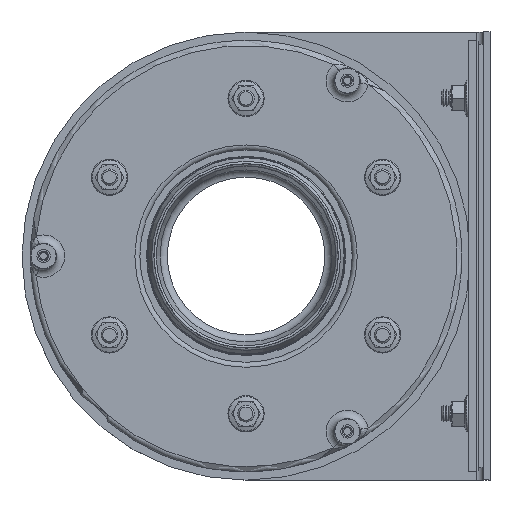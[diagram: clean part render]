
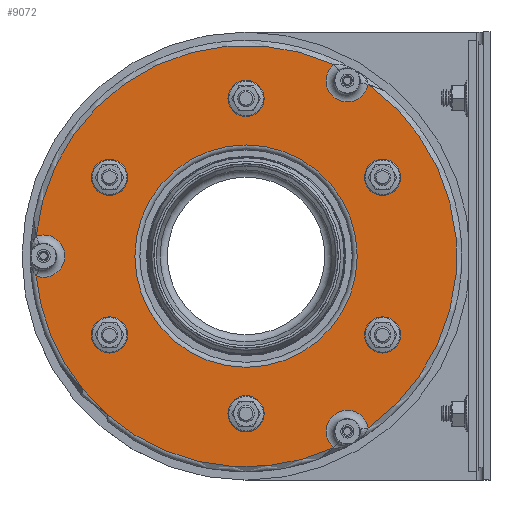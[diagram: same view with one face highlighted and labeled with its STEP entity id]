
A CAD part, top view. The second image highlights one B-rep face of the part: STEP entity #9072.
In plain terms, the highlighted planar face has unit normal (0, 0, 1).
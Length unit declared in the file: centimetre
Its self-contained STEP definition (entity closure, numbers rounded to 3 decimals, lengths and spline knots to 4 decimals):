
#270=FACE_BOUND('',#1691,.T.);
#271=FACE_BOUND('',#1692,.T.);
#272=FACE_BOUND('',#1693,.T.);
#273=FACE_BOUND('',#1694,.T.);
#274=FACE_BOUND('',#1695,.T.);
#275=FACE_BOUND('',#1696,.T.);
#276=FACE_BOUND('',#1697,.T.);
#481=PLANE('',#10115);
#1018=FACE_OUTER_BOUND('',#1690,.T.);
#1690=EDGE_LOOP('',(#7387,#7388,#7389,#7390,#7391,#7392,#7393));
#1691=EDGE_LOOP('',(#7394));
#1692=EDGE_LOOP('',(#7395));
#1693=EDGE_LOOP('',(#7396));
#1694=EDGE_LOOP('',(#7397));
#1695=EDGE_LOOP('',(#7398));
#1696=EDGE_LOOP('',(#7399));
#1697=EDGE_LOOP('',(#7400));
#3302=CIRCLE('',#10065,8.5);
#3308=CIRCLE('',#10074,8.5);
#3314=CIRCLE('',#10083,8.5);
#3320=CIRCLE('',#10092,8.5);
#3326=CIRCLE('',#10101,8.5);
#3332=CIRCLE('',#10110,8.5);
#3335=CIRCLE('',#10116,12.7676);
#3336=CIRCLE('',#10117,127.);
#3337=CIRCLE('',#10118,127.);
#3338=CIRCLE('',#10119,12.7676);
#3339=CIRCLE('',#10120,127.);
#3340=CIRCLE('',#10121,12.7676);
#3341=CIRCLE('',#10122,127.);
#3342=CIRCLE('',#10123,67.);
#4074=VERTEX_POINT('',#16092);
#4079=VERTEX_POINT('',#16108);
#4084=VERTEX_POINT('',#16124);
#4089=VERTEX_POINT('',#16140);
#4094=VERTEX_POINT('',#16156);
#4099=VERTEX_POINT('',#16172);
#4102=VERTEX_POINT('',#16184);
#4103=VERTEX_POINT('',#16185);
#4104=VERTEX_POINT('',#16187);
#4105=VERTEX_POINT('',#16189);
#4106=VERTEX_POINT('',#16191);
#4107=VERTEX_POINT('',#16193);
#4108=VERTEX_POINT('',#16195);
#4109=VERTEX_POINT('',#16198);
#5183=EDGE_CURVE('',#4074,#4074,#3302,.T.);
#5191=EDGE_CURVE('',#4079,#4079,#3308,.T.);
#5199=EDGE_CURVE('',#4084,#4084,#3314,.T.);
#5207=EDGE_CURVE('',#4089,#4089,#3320,.T.);
#5215=EDGE_CURVE('',#4094,#4094,#3326,.T.);
#5223=EDGE_CURVE('',#4099,#4099,#3332,.T.);
#5228=EDGE_CURVE('',#4102,#4103,#3335,.T.);
#5229=EDGE_CURVE('',#4104,#4102,#3336,.T.);
#5230=EDGE_CURVE('',#4105,#4104,#3337,.T.);
#5231=EDGE_CURVE('',#4106,#4105,#3338,.T.);
#5232=EDGE_CURVE('',#4107,#4106,#3339,.T.);
#5233=EDGE_CURVE('',#4108,#4107,#3340,.T.);
#5234=EDGE_CURVE('',#4103,#4108,#3341,.T.);
#5235=EDGE_CURVE('',#4109,#4109,#3342,.T.);
#7387=ORIENTED_EDGE('',*,*,#5228,.F.);
#7388=ORIENTED_EDGE('',*,*,#5229,.F.);
#7389=ORIENTED_EDGE('',*,*,#5230,.F.);
#7390=ORIENTED_EDGE('',*,*,#5231,.F.);
#7391=ORIENTED_EDGE('',*,*,#5232,.F.);
#7392=ORIENTED_EDGE('',*,*,#5233,.F.);
#7393=ORIENTED_EDGE('',*,*,#5234,.F.);
#7394=ORIENTED_EDGE('',*,*,#5183,.F.);
#7395=ORIENTED_EDGE('',*,*,#5191,.F.);
#7396=ORIENTED_EDGE('',*,*,#5199,.F.);
#7397=ORIENTED_EDGE('',*,*,#5207,.F.);
#7398=ORIENTED_EDGE('',*,*,#5215,.F.);
#7399=ORIENTED_EDGE('',*,*,#5223,.F.);
#7400=ORIENTED_EDGE('',*,*,#5235,.T.);
#9072=ADVANCED_FACE('',(#1018,#270,#271,#272,#273,#274,#275,#276),#481,
 .T.);
#10065=AXIS2_PLACEMENT_3D('',#16094,#12409,#12410);
#10074=AXIS2_PLACEMENT_3D('',#16110,#12429,#12430);
#10083=AXIS2_PLACEMENT_3D('',#16126,#12449,#12450);
#10092=AXIS2_PLACEMENT_3D('',#16142,#12469,#12470);
#10101=AXIS2_PLACEMENT_3D('',#16158,#12489,#12490);
#10110=AXIS2_PLACEMENT_3D('',#16174,#12509,#12510);
#10115=AXIS2_PLACEMENT_3D('',#16183,#12521,#12522);
#10116=AXIS2_PLACEMENT_3D('',#16186,#12523,#12524);
#10117=AXIS2_PLACEMENT_3D('',#16188,#12525,#12526);
#10118=AXIS2_PLACEMENT_3D('',#16190,#12527,#12528);
#10119=AXIS2_PLACEMENT_3D('',#16192,#12529,#12530);
#10120=AXIS2_PLACEMENT_3D('',#16194,#12531,#12532);
#10121=AXIS2_PLACEMENT_3D('',#16196,#12533,#12534);
#10122=AXIS2_PLACEMENT_3D('',#16197,#12535,#12536);
#10123=AXIS2_PLACEMENT_3D('',#16199,#12537,#12538);
#12409=DIRECTION('center_axis',(0.,0.,
1.));
#12410=DIRECTION('ref_axis',(0.866,0.5,0.));
#12429=DIRECTION('center_axis',(0.,0.,
1.));
#12430=DIRECTION('ref_axis',(0.866,0.5,0.));
#12449=DIRECTION('center_axis',(0.,0.,
1.));
#12450=DIRECTION('ref_axis',(0.866,0.5,0.));
#12469=DIRECTION('center_axis',(0.,0.,
1.));
#12470=DIRECTION('ref_axis',(0.866,0.5,0.));
#12489=DIRECTION('center_axis',(0.,0.,
1.));
#12490=DIRECTION('ref_axis',(0.866,0.5,0.));
#12509=DIRECTION('center_axis',(0.,0.,
1.));
#12510=DIRECTION('ref_axis',(0.866,0.5,0.));
#12521=DIRECTION('center_axis',(0.,0.,
1.));
#12522=DIRECTION('ref_axis',(-0.866,-0.5,0.));
#12523=DIRECTION('center_axis',(0.,0.,
1.));
#12524=DIRECTION('ref_axis',(1.,0.,0.));
#12525=DIRECTION('center_axis',(0.,0.,
-1.));
#12526=DIRECTION('ref_axis',(0.5,-0.866,0.));
#12527=DIRECTION('center_axis',(0.,0.,
-1.));
#12528=DIRECTION('ref_axis',(0.5,-0.866,0.));
#12529=DIRECTION('center_axis',(0.,0.,
1.));
#12530=DIRECTION('ref_axis',(-0.5,0.866,0.));
#12531=DIRECTION('center_axis',(0.,0.,
-1.));
#12532=DIRECTION('ref_axis',(0.5,-0.866,0.));
#12533=DIRECTION('center_axis',(0.,0.,
1.));
#12534=DIRECTION('ref_axis',(-0.5,-0.866,0.));
#12535=DIRECTION('center_axis',(0.,0.,
-1.));
#12536=DIRECTION('ref_axis',(0.5,-0.866,0.));
#12537=DIRECTION('center_axis',(0.,0.,
-1.));
#12538=DIRECTION('ref_axis',(0.5,-0.866,0.));
#16092=CARTESIAN_POINT('',(345.1413,204.8439,93.5005));
#16094=CARTESIAN_POINT('Origin',(349.3913,212.2051,93.5005));
#16108=CARTESIAN_POINT('',(509.6861,219.5663,93.5005));
#16110=CARTESIAN_POINT('Origin',(513.9361,212.2051,93.5005));
#16124=CARTESIAN_POINT('',(440.1637,69.7051,93.5005));
#16126=CARTESIAN_POINT('Origin',(431.6637,69.7051,93.5005));
#16140=CARTESIAN_POINT('',(518.1861,124.5663,93.5005));
#16142=CARTESIAN_POINT('Origin',(513.9361,117.2051,93.5005));
#16156=CARTESIAN_POINT('',(423.1637,259.7051,93.5005));
#16158=CARTESIAN_POINT('Origin',(431.6637,259.7051,93.5005));
#16172=CARTESIAN_POINT('',(353.6413,109.8439,93.5005));
#16174=CARTESIAN_POINT('Origin',(349.3913,117.2051,93.5005));
#16183=CARTESIAN_POINT('Origin',(368.1637,274.6904,93.5005));
#16184=CARTESIAN_POINT('',(305.2293,152.7324,93.5005));
#16185=CARTESIAN_POINT('',(305.2293,176.6779,93.5005));
#16186=CARTESIAN_POINT('Origin',(309.6637,164.7051,93.5005));
#16187=CARTESIAN_POINT('',(321.6785,101.2051,93.5005));
#16188=CARTESIAN_POINT('Origin',(431.6637,164.7051,93.5005));
#16189=CARTESIAN_POINT('',(484.5122,49.2234,93.5005));
#16190=CARTESIAN_POINT('Origin',(431.6637,164.7051,93.5005));
#16191=CARTESIAN_POINT('',(505.2496,61.1961,93.5005));
#16192=CARTESIAN_POINT('Origin',(492.6637,59.05,93.5005));
#16193=CARTESIAN_POINT('',(505.2496,268.2141,93.5005));
#16194=CARTESIAN_POINT('Origin',(431.6637,164.7051,93.5005));
#16195=CARTESIAN_POINT('',(484.5122,280.1869,93.5005));
#16196=CARTESIAN_POINT('Origin',(492.6637,270.3602,93.5005));
#16197=CARTESIAN_POINT('Origin',(431.6637,164.7051,93.5005));
#16198=CARTESIAN_POINT('',(373.64,131.2051,93.5005));
#16199=CARTESIAN_POINT('Origin',(431.6637,164.7051,93.5005));
